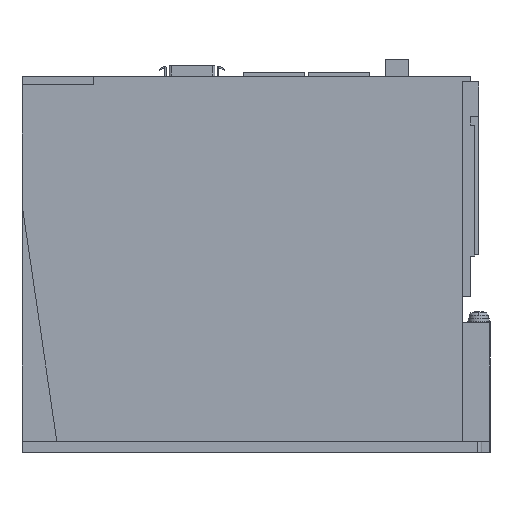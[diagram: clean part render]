
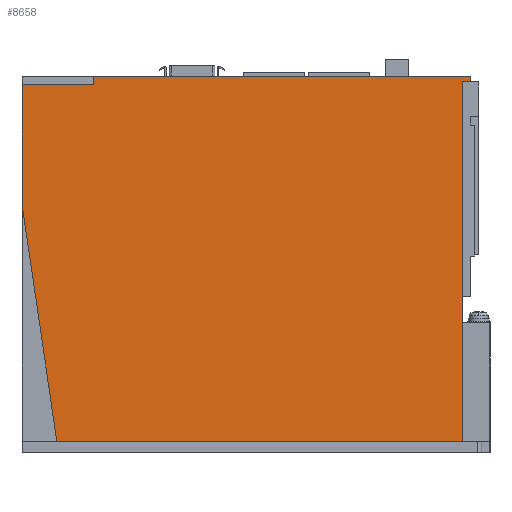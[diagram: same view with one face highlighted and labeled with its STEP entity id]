
A CAD part, left-side view. The second image highlights one B-rep face of the part: STEP entity #8658.
In plain terms, the highlighted planar face has unit normal (-1, 0, 0).
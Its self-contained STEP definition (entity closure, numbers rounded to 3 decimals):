
#1173 = CARTESIAN_POINT ( 'NONE',  ( -20., 84., 85. ) ) ;
#1721 = VECTOR ( 'NONE', #1726, 1000. ) ;
#1722 = LINE ( 'NONE', #1724, #1721 ) ;
#1724 = CARTESIAN_POINT ( 'NONE',  ( -20., 58.5, 131. ) ) ;
#1726 = DIRECTION ( 'NONE',  ( 0., 0., -1. ) ) ;
#1727 = CARTESIAN_POINT ( 'NONE',  ( -20., -77., 131. ) ) ;
#1728 = CARTESIAN_POINT ( 'NONE',  ( -20., 58.5, 128. ) ) ;
#1729 = CARTESIAN_POINT ( 'NONE',  ( -20., -77., 129. ) ) ;
#1773 = CARTESIAN_POINT ( 'NONE',  ( -20., 84., 128. ) ) ;
#1902 = DIRECTION ( 'NONE',  ( 0., 0., -1. ) ) ;
#1903 = VECTOR ( 'NONE', #1902, 1000. ) ;
#1904 = CARTESIAN_POINT ( 'NONE',  ( -20., -77., 0. ) ) ;
#1905 = LINE ( 'NONE', #1904, #1903 ) ;
#1937 = CARTESIAN_POINT ( 'NONE',  ( -20., 58.5, 131. ) ) ;
#1939 = DIRECTION ( 'NONE',  ( 0., -1., 0. ) ) ;
#1940 = VECTOR ( 'NONE', #1939, 1000. ) ;
#1941 = CARTESIAN_POINT ( 'NONE',  ( -20., 0., 131. ) ) ;
#1942 = LINE ( 'NONE', #1941, #1940 ) ;
#2716 = DIRECTION ( 'NONE',  ( 0., 0., 1. ) ) ;
#2717 = VECTOR ( 'NONE', #2716, 1000. ) ;
#2718 = CARTESIAN_POINT ( 'NONE',  ( -20., 84., 0. ) ) ;
#2719 = LINE ( 'NONE', #2718, #2717 ) ;
#2729 = CARTESIAN_POINT ( 'NONE',  ( -20., 0., 128. ) ) ;
#2730 = LINE ( 'NONE', #2729, #2738 ) ;
#2737 = DIRECTION ( 'NONE',  ( 0., -1., 0. ) ) ;
#2738 = VECTOR ( 'NONE', #2737, 1000. ) ;
#2750 = DIRECTION ( 'NONE',  ( 0., 0., 1. ) ) ;
#2751 = DIRECTION ( 'NONE',  ( -1., 0., 0. ) ) ;
#2752 = CARTESIAN_POINT ( 'NONE',  ( -20., 84., 0. ) ) ;
#2753 = AXIS2_PLACEMENT_3D ( 'NONE', #2752, #2751, #2750 ) ;
#2808 = PLANE ( 'NONE',  #2753 ) ;
#2809 = FACE_OUTER_BOUND ( 'NONE', #8659, .T. ) ;
#5365 = VECTOR ( 'NONE', #5386, 1000. ) ;
#5366 = LINE ( 'NONE', #5384, #5365 ) ;
#5371 = LINE ( 'NONE', #5395, #5394 ) ;
#5372 = CARTESIAN_POINT ( 'NONE',  ( -20., -74., 129. ) ) ;
#5375 = CARTESIAN_POINT ( 'NONE',  ( -20., -74., 0. ) ) ;
#5384 = CARTESIAN_POINT ( 'NONE',  ( -20., 0., 0. ) ) ;
#5386 = DIRECTION ( 'NONE',  ( 0., -1., 0. ) ) ;
#5389 = DIRECTION ( 'NONE',  ( 0., 1., 0. ) ) ;
#5390 = VECTOR ( 'NONE', #5389, 1000. ) ;
#5391 = CARTESIAN_POINT ( 'NONE',  ( -20., -74., 129. ) ) ;
#5392 = LINE ( 'NONE', #5391, #5390 ) ;
#5393 = DIRECTION ( 'NONE',  ( 0., 0., 1. ) ) ;
#5394 = VECTOR ( 'NONE', #5393, 1000. ) ;
#5395 = CARTESIAN_POINT ( 'NONE',  ( -20., -74., 0. ) ) ;
#5444 = CARTESIAN_POINT ( 'NONE',  ( -20., 71.5, 0. ) ) ;
#5532 = LINE ( 'NONE', #5542, #5541 ) ;
#5539 = DIRECTION ( 'NONE',  ( 0., -0.145, -0.989 ) ) ;
#5541 = VECTOR ( 'NONE', #5539, 1000. ) ;
#5542 = CARTESIAN_POINT ( 'NONE',  ( -20., 84., 85. ) ) ;
#7661 = VERTEX_POINT ( 'NONE', #1173 ) ;
#7725 = VERTEX_POINT ( 'NONE', #5444 ) ;
#7731 = EDGE_CURVE ( 'NONE', #7661, #7725, #5532, .T. ) ;
#8636 = ORIENTED_EDGE ( 'NONE', *, *, #8638, .F. ) ;
#8638 = EDGE_CURVE ( 'NONE', #8972, #8970, #2730, .T. ) ;
#8641 = ORIENTED_EDGE ( 'NONE', *, *, #8642, .F. ) ;
#8642 = EDGE_CURVE ( 'NONE', #7661, #8972, #2719, .T. ) ;
#8645 = ORIENTED_EDGE ( 'NONE', *, *, #7731, .T. ) ;
#8647 = ORIENTED_EDGE ( 'NONE', *, *, #8903, .T. ) ;
#8658 = ADVANCED_FACE ( 'NONE', ( #2809 ), #2808, .T. ) ;
#8659 = EDGE_LOOP ( 'NONE', ( #8939, #8959, #8962, #8636, #8641, #8645, #8647, #8907, #8912 ) ) ;
#8903 = EDGE_CURVE ( 'NONE', #7725, #8905, #5366, .T. ) ;
#8905 = VERTEX_POINT ( 'NONE', #5375 ) ;
#8907 = ORIENTED_EDGE ( 'NONE', *, *, #8908, .T. ) ;
#8908 = EDGE_CURVE ( 'NONE', #8905, #8910, #5371, .T. ) ;
#8910 = VERTEX_POINT ( 'NONE', #5372 ) ;
#8912 = ORIENTED_EDGE ( 'NONE', *, *, #8913, .F. ) ;
#8913 = EDGE_CURVE ( 'NONE', #8969, #8910, #5392, .T. ) ;
#8939 = ORIENTED_EDGE ( 'NONE', *, *, #8941, .F. ) ;
#8941 = EDGE_CURVE ( 'NONE', #8971, #8969, #1905, .T. ) ;
#8958 = EDGE_CURVE ( 'NONE', #8963, #8971, #1942, .T. ) ;
#8959 = ORIENTED_EDGE ( 'NONE', *, *, #8958, .F. ) ;
#8962 = ORIENTED_EDGE ( 'NONE', *, *, #8967, .T. ) ;
#8963 = VERTEX_POINT ( 'NONE', #1937 ) ;
#8967 = EDGE_CURVE ( 'NONE', #8963, #8970, #1722, .T. ) ;
#8969 = VERTEX_POINT ( 'NONE', #1729 ) ;
#8970 = VERTEX_POINT ( 'NONE', #1728 ) ;
#8971 = VERTEX_POINT ( 'NONE', #1727 ) ;
#8972 = VERTEX_POINT ( 'NONE', #1773 ) ;
